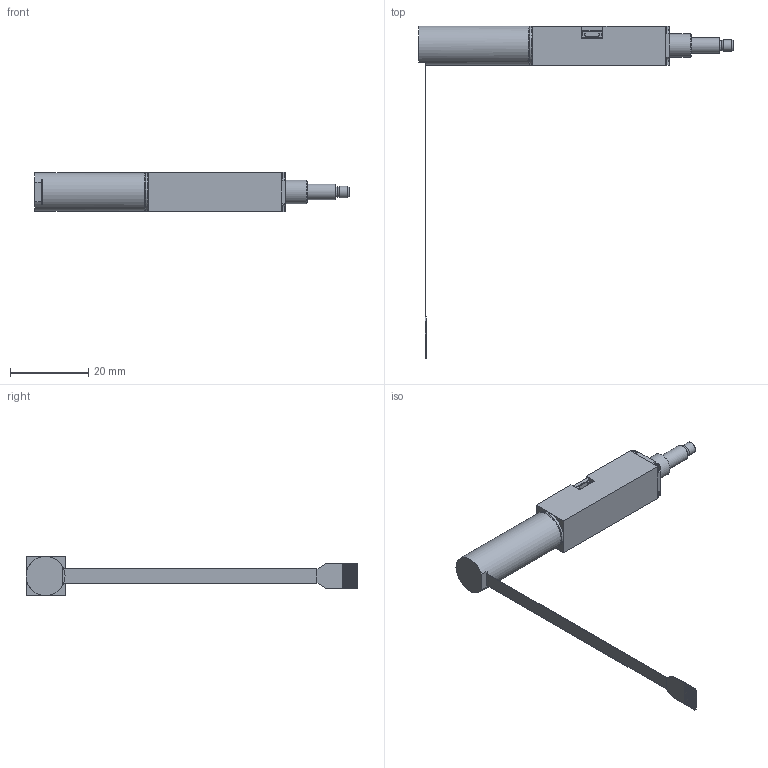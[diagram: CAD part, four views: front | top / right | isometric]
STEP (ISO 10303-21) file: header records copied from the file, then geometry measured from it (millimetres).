
FILE_DESCRIPTION(/* description */ (''),/* implementation_level */ '2;1');
FILE_NAME(/* name */ 'model_product_id258.stp',/* time_stamp */ '2019-06-25T11:37:09+02:00',/* author */ ('SD'),/* organization */ ('Micromotion GmbH Germany'),/* preprocessor_version */ 'ST-DEVELOPER v17.2',/* originating_system */ 'Autodesk Inventor 2019',/* authorisation */ '');
FILE_SCHEMA (('AUTOMOTIVE_DESIGN { 1 0 10303 214 3 1 1 }'));
Length unit declared in the file: millimetre
Products named in the file (1): model_product_id258
Bounding box: 80.48 x 85 x 10 mm (x, y, z)
Volume: 5528.6 mm3; surface area: 4252.9 mm2
Topology: 1 solids, 1 shells, 1115 faces, 3200 edges, 2109 vertices
Faces by surface type: plane 1067, cylinder 25, cone 13, torus 9, bspline 1
Full cylindrical faces by diameter (mm): 1.5 x1, 2 x1, 3 x1, 4 x2, 6 x1, 10 x2
Entity records: 37382 total; most frequent: CARTESIAN_POINT 6855, ORIENTED_EDGE 6400, DIRECTION 5522, EDGE_CURVE 3200, LINE 3040, VECTOR 3040, VERTEX_POINT 2109, AXIS2_PLACEMENT_3D 1241
